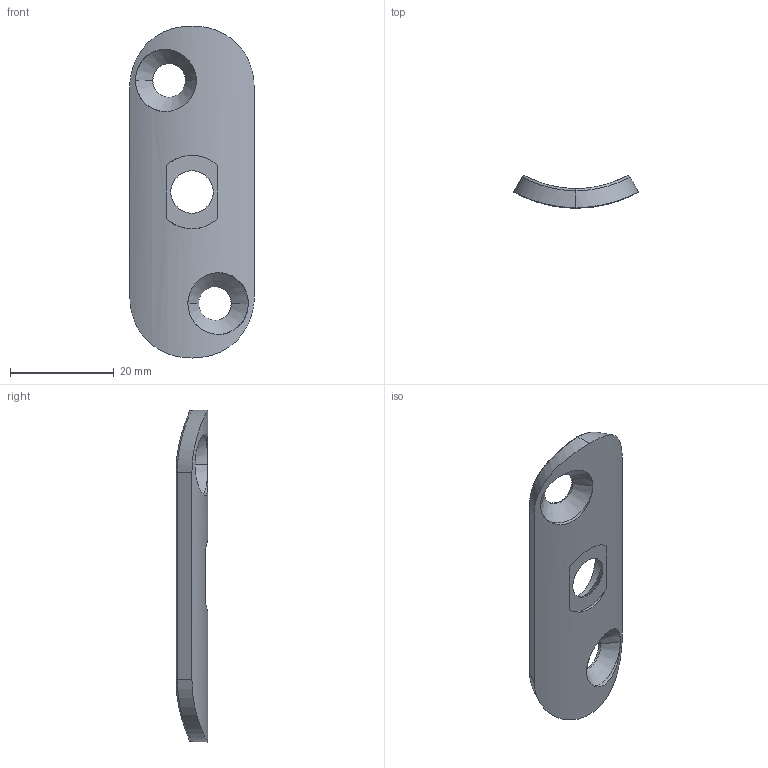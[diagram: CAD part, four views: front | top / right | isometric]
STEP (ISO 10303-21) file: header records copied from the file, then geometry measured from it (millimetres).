
FILE_DESCRIPTION (( 'STEP AP203' ), '1' );
FILE_NAME ('50228-240-G.step', '2020-07-13T13:07:06', ( '' ), ( '' ), 'SwSTEP 2.0', 'SolidWorks 2018', '' );
FILE_SCHEMA (( 'CONFIG_CONTROL_DESIGN' ));
Length unit declared in the file: millimetre
Products named in the file (1): 50228-240-G
Bounding box: 24 x 6.15 x 64 mm (x, y, z)
Volume: 4125.5 mm3; surface area: 3221.4 mm2
Topology: 1 solids, 1 shells, 284 faces, 740 edges, 486 vertices
Faces by surface type: bspline 122, plane 106, cylinder 50, cone 6
Entity records: 14706 total; most frequent: CARTESIAN_POINT 8505, ORIENTED_EDGE 1480, DIRECTION 886, EDGE_CURVE 740, VERTEX_POINT 486, LINE 342, VECTOR 342, EDGE_LOOP 318
